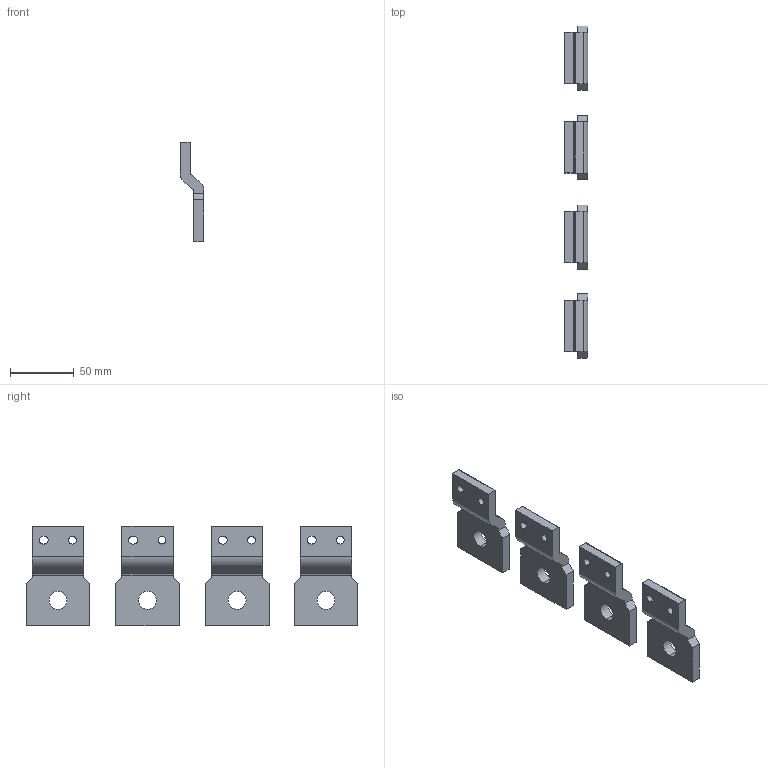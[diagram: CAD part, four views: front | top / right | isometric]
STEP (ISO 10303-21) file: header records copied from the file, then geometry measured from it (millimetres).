
FILE_DESCRIPTION((''),'2;1');
FILE_NAME('1SDH002065A1217_IGES','2019-05-27T',('ITSTCAR1'),(''),'CREO PARAMETRIC BY PTC INC, 2016050','CREO PARAMETRIC BY PTC INC, 2016050','');
FILE_SCHEMA(('AUTOMOTIVE_DESIGN { 1 0 10303 214 1 1 1 1 }'));
Length unit declared in the file: millimetre
Products named in the file (1): 1SDH002065A1217_IGES
Bounding box: 18.5 x 259.5 x 78.03 mm (x, y, z)
Volume: 109541.5 mm3; surface area: 38196.4 mm2
Topology: 4 solids, 4 shells, 112 faces, 320 edges, 216 vertices
Faces by surface type: plane 64, cylinder 48
Entity records: 5148 total; most frequent: CARTESIAN_POINT 650, DIRECTION 648, ORIENTED_EDGE 640, EDGE_CURVE 320, VECTOR 216, LINE 216, AXIS2_PLACEMENT_3D 216, VERTEX_POINT 216
